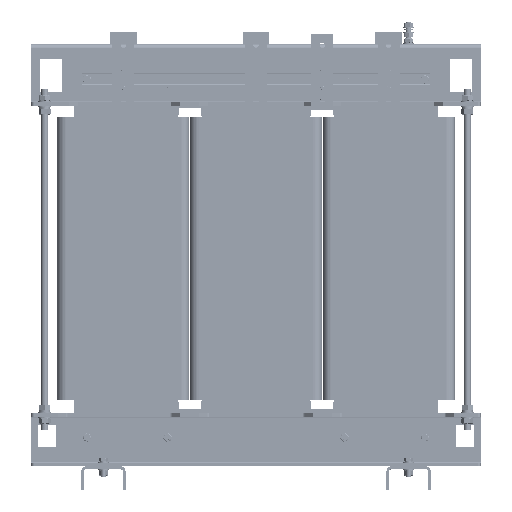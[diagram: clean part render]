
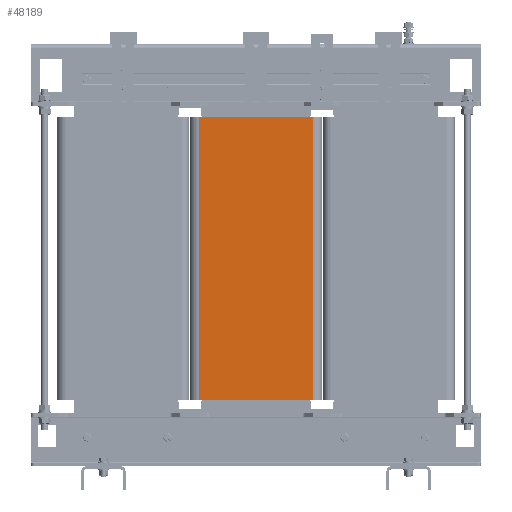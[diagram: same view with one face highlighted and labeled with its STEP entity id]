
A CAD part, top view. The second image highlights one B-rep face of the part: STEP entity #48189.
In plain terms, the highlighted planar face has unit normal (0, 0, 1).
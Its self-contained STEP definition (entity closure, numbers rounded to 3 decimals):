
#11207=FACE_OUTER_BOUND('',#15203,.T.);
#15203=EDGE_LOOP('',(#39975,#39976,#39977,#39978));
#18799=LINE('',#78162,#21457);
#18804=LINE('',#78179,#21462);
#18816=LINE('',#78209,#21474);
#18825=LINE('',#78227,#21483);
#21457=VECTOR('',#63620,10.);
#21462=VECTOR('',#63635,10.);
#21474=VECTOR('',#63663,10.);
#21483=VECTOR('',#63682,10.);
#24972=VERTEX_POINT('',#78159);
#24973=VERTEX_POINT('',#78161);
#24980=VERTEX_POINT('',#78177);
#24990=VERTEX_POINT('',#78207);
#30259=EDGE_CURVE('',#24972,#24973,#18799,.T.);
#30268=EDGE_CURVE('',#24972,#24980,#18804,.T.);
#30283=EDGE_CURVE('',#24990,#24980,#18816,.T.);
#30292=EDGE_CURVE('',#24990,#24973,#18825,.T.);
#39975=ORIENTED_EDGE('',*,*,#30259,.F.);
#39976=ORIENTED_EDGE('',*,*,#30268,.T.);
#39977=ORIENTED_EDGE('',*,*,#30283,.F.);
#39978=ORIENTED_EDGE('',*,*,#30292,.T.);
#45854=PLANE('',#53029);
#48189=ADVANCED_FACE('',(#11207),#45854,.T.);
#53029=AXIS2_PLACEMENT_3D('',#78226,#63680,#63681);
#63620=DIRECTION('',(0.,-1.,0.));
#63635=DIRECTION('',(-1.,0.,0.));
#63663=DIRECTION('',(0.,1.,0.));
#63680=DIRECTION('center_axis',(0.,0.,1.));
#63681=DIRECTION('ref_axis',(-1.,0.,0.));
#63682=DIRECTION('',(1.,0.,0.));
#78159=CARTESIAN_POINT('',(129.5,320.,160.));
#78161=CARTESIAN_POINT('',(129.5,-320.,160.));
#78162=CARTESIAN_POINT('',(129.5,0.,160.));
#78177=CARTESIAN_POINT('',(-129.5,320.,160.));
#78179=CARTESIAN_POINT('',(-149.5,320.,160.));
#78207=CARTESIAN_POINT('',(-129.5,-320.,160.));
#78209=CARTESIAN_POINT('',(-129.5,0.,160.));
#78226=CARTESIAN_POINT('Origin',(-149.5,0.,160.));
#78227=CARTESIAN_POINT('',(-149.5,-320.,160.));
